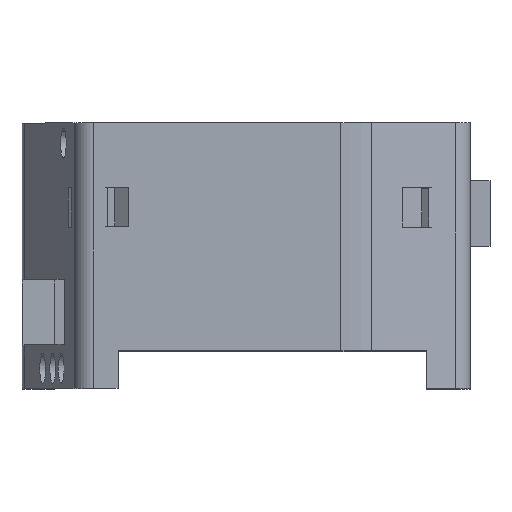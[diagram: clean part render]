
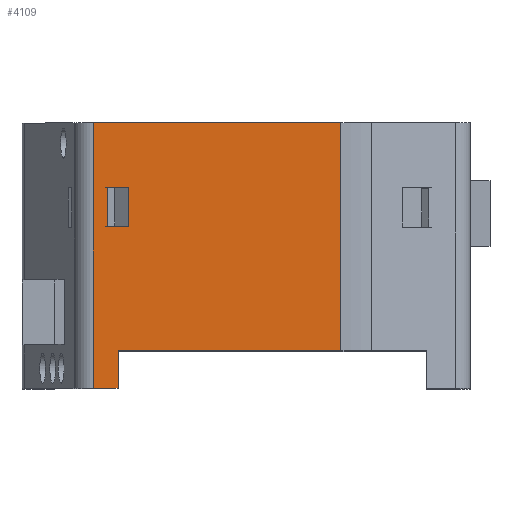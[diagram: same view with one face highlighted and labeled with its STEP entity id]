
A CAD part, top view. The second image highlights one B-rep face of the part: STEP entity #4109.
In plain terms, the highlighted planar face has unit normal (0, 0, 1).
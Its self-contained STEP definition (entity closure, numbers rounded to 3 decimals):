
#292=FACE_BOUND('',#903,.T.);
#419=PLANE('',#4434);
#607=FACE_OUTER_BOUND('',#902,.T.);
#902=EDGE_LOOP('',(#3690,#3691,#3692,#3693,#3694,#3695));
#903=EDGE_LOOP('',(#3696,#3697,#3698,#3699));
#1147=LINE('',#6236,#1572);
#1152=LINE('',#6246,#1577);
#1160=LINE('',#6261,#1585);
#1164=LINE('',#6267,#1589);
#1321=LINE('',#6650,#1746);
#1324=LINE('',#6661,#1749);
#1351=LINE('',#6727,#1776);
#1353=LINE('',#6733,#1778);
#1354=LINE('',#6735,#1779);
#1355=LINE('',#6736,#1780);
#1572=VECTOR('',#4954,10.);
#1577=VECTOR('',#4961,10.);
#1585=VECTOR('',#4973,10.);
#1589=VECTOR('',#4979,10.);
#1746=VECTOR('',#5312,10.);
#1749=VECTOR('',#5323,10.);
#1776=VECTOR('',#5390,10.);
#1778=VECTOR('',#5396,10.);
#1779=VECTOR('',#5397,10.);
#1780=VECTOR('',#5398,10.);
#2013=VERTEX_POINT('',#6233);
#2014=VERTEX_POINT('',#6235);
#2018=VERTEX_POINT('',#6245);
#2023=VERTEX_POINT('',#6259);
#2161=VERTEX_POINT('',#6647);
#2162=VERTEX_POINT('',#6649);
#2165=VERTEX_POINT('',#6658);
#2185=VERTEX_POINT('',#6726);
#2187=VERTEX_POINT('',#6732);
#2188=VERTEX_POINT('',#6734);
#2469=EDGE_CURVE('',#2013,#2014,#1147,.T.);
#2474=EDGE_CURVE('',#2014,#2018,#1152,.T.);
#2482=EDGE_CURVE('',#2023,#2013,#1160,.T.);
#2486=EDGE_CURVE('',#2018,#2023,#1164,.T.);
#2678=EDGE_CURVE('',#2162,#2161,#1321,.T.);
#2684=EDGE_CURVE('',#2161,#2165,#1324,.T.);
#2719=EDGE_CURVE('',#2185,#2162,#1351,.T.);
#2722=EDGE_CURVE('',#2165,#2187,#1353,.T.);
#2723=EDGE_CURVE('',#2188,#2187,#1354,.T.);
#2724=EDGE_CURVE('',#2188,#2185,#1355,.T.);
#3690=ORIENTED_EDGE('',*,*,#2684,.T.);
#3691=ORIENTED_EDGE('',*,*,#2722,.T.);
#3692=ORIENTED_EDGE('',*,*,#2723,.F.);
#3693=ORIENTED_EDGE('',*,*,#2724,.T.);
#3694=ORIENTED_EDGE('',*,*,#2719,.T.);
#3695=ORIENTED_EDGE('',*,*,#2678,.T.);
#3696=ORIENTED_EDGE('',*,*,#2482,.F.);
#3697=ORIENTED_EDGE('',*,*,#2486,.F.);
#3698=ORIENTED_EDGE('',*,*,#2474,.F.);
#3699=ORIENTED_EDGE('',*,*,#2469,.F.);
#4109=ADVANCED_FACE('',(#607,#292),#419,.F.);
#4434=AXIS2_PLACEMENT_3D('',#6731,#5394,#5395);
#4954=DIRECTION('',(1.,0.,0.));
#4961=DIRECTION('',(0.,1.,0.));
#4973=DIRECTION('',(0.,-1.,0.));
#4979=DIRECTION('',(-1.,0.,0.));
#5312=DIRECTION('',(-1.,0.,0.));
#5323=DIRECTION('',(0.,-1.,0.));
#5390=DIRECTION('',(0.,1.,0.));
#5394=DIRECTION('center_axis',(0.,0.,-1.));
#5395=DIRECTION('ref_axis',(-1.,0.,0.));
#5396=DIRECTION('',(1.,0.,0.));
#5397=DIRECTION('',(0.,-1.,0.));
#5398=DIRECTION('',(1.,0.,0.));
#6233=CARTESIAN_POINT('',(81.365,-11.,237.932));
#6235=CARTESIAN_POINT('',(84.646,-11.,237.932));
#6236=CARTESIAN_POINT('',(98.24,-11.,237.932));
#6245=CARTESIAN_POINT('',(84.646,-5.,237.932));
#6246=CARTESIAN_POINT('',(84.646,-5.5,237.932));
#6259=CARTESIAN_POINT('',(81.365,-5.,237.932));
#6261=CARTESIAN_POINT('',(81.365,-2.5,237.932));
#6267=CARTESIAN_POINT('',(98.85,-5.,237.932));
#6647=CARTESIAN_POINT('',(79.162,5.,237.932));
#6649=CARTESIAN_POINT('',(117.169,5.,237.932));
#6650=CARTESIAN_POINT('',(119.535,5.,237.932));
#6658=CARTESIAN_POINT('',(79.162,-35.75,237.932));
#6661=CARTESIAN_POINT('',(79.162,2.5,237.932));
#6726=CARTESIAN_POINT('',(117.169,-30.,237.932));
#6727=CARTESIAN_POINT('',(117.169,0.,237.932));
#6731=CARTESIAN_POINT('Origin',(119.535,0.,237.932));
#6732=CARTESIAN_POINT('',(82.973,-35.75,237.932));
#6733=CARTESIAN_POINT('',(81.673,-35.75,237.932));
#6734=CARTESIAN_POINT('',(82.973,-30.,237.932));
#6735=CARTESIAN_POINT('',(82.973,-30.,237.932));
#6736=CARTESIAN_POINT('',(81.673,-30.,237.932));
